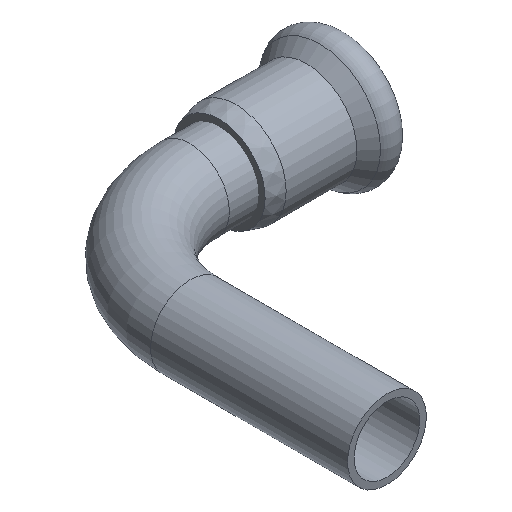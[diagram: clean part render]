
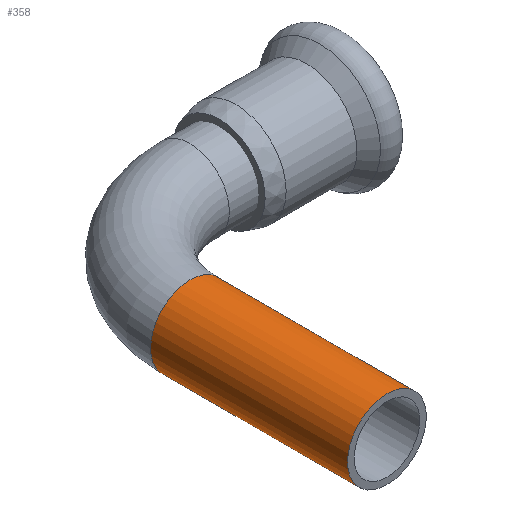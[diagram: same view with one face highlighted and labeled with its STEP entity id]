
A CAD part, isometric view. The second image highlights one B-rep face of the part: STEP entity #358.
In plain terms, the highlighted cylindrical face has radius 6 mm (diameter 12 mm), a full revolution.
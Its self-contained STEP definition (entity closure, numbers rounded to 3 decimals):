
#61=FACE_OUTER_BOUND($,#128,.T.);
#84=CYLINDRICAL_SURFACE($,#398,6.);
#97=FACE_BOUND($,#129,.T.);
#128=EDGE_LOOP($,(#279));
#129=EDGE_LOOP($,(#280));
#173=CIRCLE($,#397,6.);
#174=CIRCLE($,#399,6.);
#202=VERTEX_POINT($,#600);
#203=VERTEX_POINT($,#603);
#235=EDGE_CURVE($,#202,#202,#173,.T.);
#236=EDGE_CURVE($,#203,#203,#174,.T.);
#279=ORIENTED_EDGE($,*,*,#235,.T.);
#280=ORIENTED_EDGE($,*,*,#236,.F.);
#358=ADVANCED_FACE($,(#61,#97),#84,.T.);
#397=AXIS2_PLACEMENT_3D($,#601,#473,#474);
#398=AXIS2_PLACEMENT_3D($,#602,#475,#476);
#399=AXIS2_PLACEMENT_3D($,#604,#477,#478);
#473=DIRECTION('center_axis',(0.,-1.,0.));
#474=DIRECTION('ref_axis',(1.,0.,0.));
#475=DIRECTION('center_axis',(0.,1.,0.));
#476=DIRECTION('ref_axis',(1.,0.,0.));
#477=DIRECTION('center_axis',(0.,-1.,0.));
#478=DIRECTION('ref_axis',(1.,0.,0.));
#600=CARTESIAN_POINT('',(-6.,30.,0.));
#601=CARTESIAN_POINT('Origin',(0.,30.,0.));
#602=CARTESIAN_POINT('Origin',(0.,0.,0.));
#603=CARTESIAN_POINT('',(-6.,0.,0.));
#604=CARTESIAN_POINT('Origin',(0.,0.,0.));
